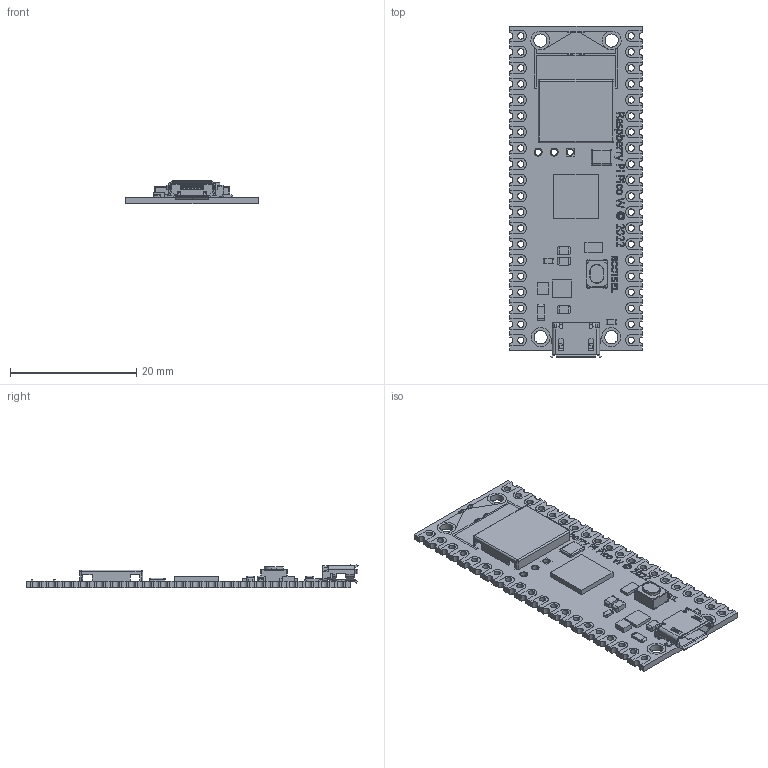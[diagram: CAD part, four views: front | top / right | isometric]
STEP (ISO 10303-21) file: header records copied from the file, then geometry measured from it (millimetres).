
FILE_DESCRIPTION(/* description */ (''),/* implementation_level */ '2;1');
FILE_NAME(/* name */ 'RaspberryPi-PicoW-NoPins',/* time_stamp */ '2023-08-14T13:54:41-04:00',/* author */ (''),/* organization */ (''),/* preprocessor_version */ 'ST-DEVELOPER v16.5',/* originating_system */ 'Rhino 7.33',/* authorisation */ '');
FILE_SCHEMA (('AUTOMOTIVE_DESIGN'));
Length unit declared in the file: millimetre
Products named in the file (1): Document
Bounding box: 21 x 52.65 x 3.71 mm (x, y, z)
Volume: 1197.4 mm3; surface area: 3387.4 mm2
Topology: 35 solids, 35 shells, 1462 faces, 4008 edges, 2652 vertices
Faces by surface type: plane 945, cylinder 440, bspline 77
Entity records: 47545 total; most frequent: CARTESIAN_POINT 18188, ORIENTED_EDGE 8006, EDGE_CURVE 4003, B_SPLINE_CURVE_WITH_KNOTS 2959, VERTEX_POINT 2652, EDGE_LOOP 1639, ADVANCED_FACE 1462, FACE_OUTER_BOUND 1462
